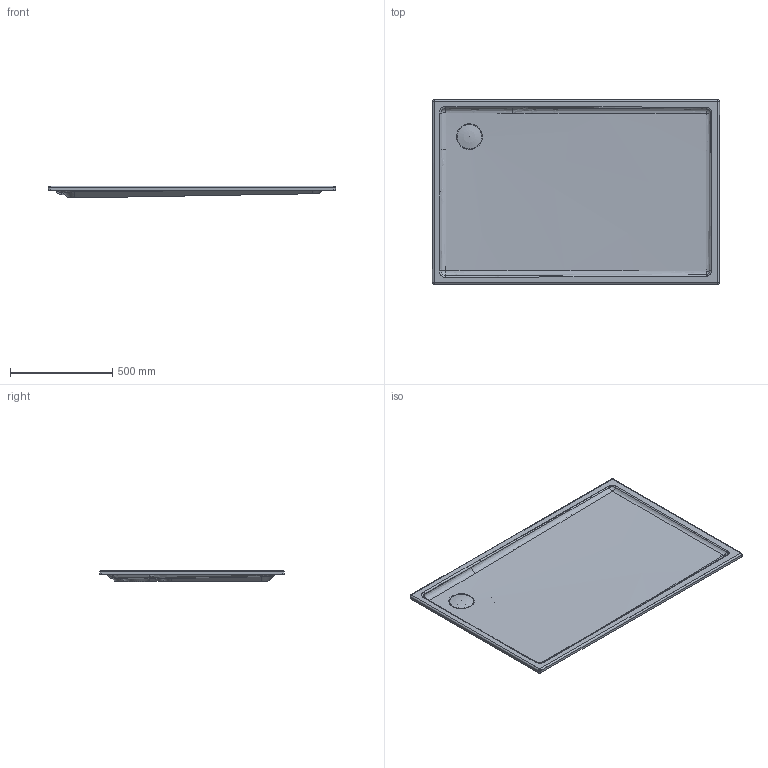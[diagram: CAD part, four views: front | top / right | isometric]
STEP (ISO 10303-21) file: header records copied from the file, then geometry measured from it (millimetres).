
FILE_DESCRIPTION((''),'2;1');
FILE_NAME('720126.stp','2013-06-27T20:26:27',('Administrator'),(''),'Autodesk Inventor 2011','Autodesk Inventor 2011','');
FILE_SCHEMA(('CONFIG_CONTROL_DESIGN'));
Length unit declared in the file: millimetre
Products named in the file (3): 720126; Stopfen_120
Assembly tree (2 placements, depth 2):
  720126
    720126
    Stopfen_120
Bounding box: 1400.33 x 900.51 x 56 mm (x, y, z)
Volume: 21353549.7 mm3; surface area: 2806888.4 mm2
Topology: 2 solids, 2 shells, 114 faces, 271 edges, 162 vertices
Faces by surface type: plane 29, bspline 28, cylinder 26, sphere 16, torus 9, cone 6
Full cylindrical faces by diameter (mm): 46.019 x1, 59.187 x1, 72.614 x1, 90 x1
Entity records: 8151 total; most frequent: CARTESIAN_POINT 5632, ORIENTED_EDGE 498, DIRECTION 445, EDGE_CURVE 249, AXIS2_PLACEMENT_3D 185, VERTEX_POINT 152, EDGE_LOOP 129, FACE_OUTER_BOUND 114
